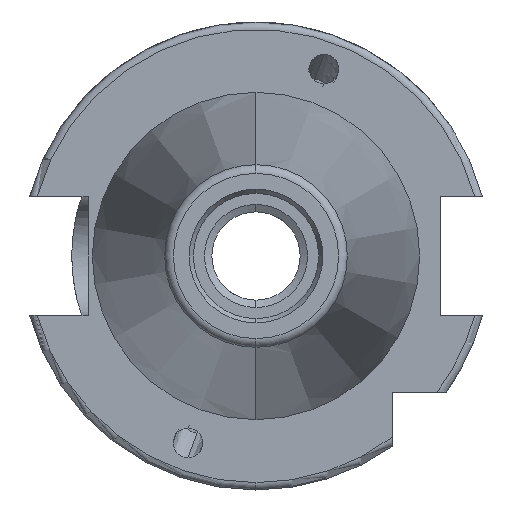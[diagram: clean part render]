
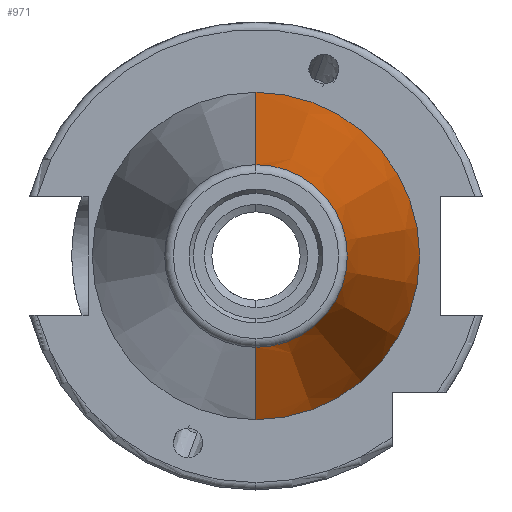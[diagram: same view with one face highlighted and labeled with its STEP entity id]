
A CAD part, left-side view. The second image highlights one B-rep face of the part: STEP entity #971.
In plain terms, the highlighted conical face has half-angle 8.297 degrees and reference radius 22.225 mm.
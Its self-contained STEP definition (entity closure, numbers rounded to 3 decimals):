
#10 = VERTEX_POINT ( 'NONE', #1518 ) ;
#13 = EDGE_CURVE ( 'NONE', #10, #15, #1517, .T. ) ;
#15 = VERTEX_POINT ( 'NONE', #1512 ) ;
#967 = ORIENTED_EDGE ( 'NONE', *, *, #1042, .F. ) ;
#971 = ADVANCED_FACE ( 'NONE', ( #3532 ), #3531, .T. ) ;
#973 = EDGE_LOOP ( 'NONE', ( #967, #1045, #1034, #1033 ) ) ;
#1030 = EDGE_CURVE ( 'NONE', #1040, #15, #2577, .T. ) ;
#1033 = ORIENTED_EDGE ( 'NONE', *, *, #1030, .F. ) ;
#1034 = ORIENTED_EDGE ( 'NONE', *, *, #13, .T. ) ;
#1035 = EDGE_CURVE ( 'NONE', #1041, #10, #3705, .T. ) ;
#1040 = VERTEX_POINT ( 'NONE', #3701 ) ;
#1041 = VERTEX_POINT ( 'NONE', #3700 ) ;
#1042 = EDGE_CURVE ( 'NONE', #1041, #1040, #3699, .T. ) ;
#1045 = ORIENTED_EDGE ( 'NONE', *, *, #1035, .T. ) ;
#1512 = CARTESIAN_POINT ( 'NONE',  ( 0., 0., 22.225 ) ) ;
#1513 = DIRECTION ( 'NONE',  ( 0., 0., -1. ) ) ;
#1514 = DIRECTION ( 'NONE',  ( -1., 0., 0. ) ) ;
#1515 = CARTESIAN_POINT ( 'NONE',  ( 0., 0., 0. ) ) ;
#1516 = AXIS2_PLACEMENT_3D ( 'NONE', #1515, #1514, #1513 ) ;
#1517 = CIRCLE ( 'NONE', #1516, 22.225 ) ;
#1518 = CARTESIAN_POINT ( 'NONE',  ( 0., 0., -22.225 ) ) ;
#2576 = CARTESIAN_POINT ( 'NONE',  ( 0., 0., 22.225 ) ) ;
#2577 = LINE ( 'NONE', #2576, #2863 ) ;
#2862 = DIRECTION ( 'NONE',  ( 0.99, 0., 0.144 ) ) ;
#2863 = VECTOR ( 'NONE', #2862, 1000. ) ;
#3530 = CARTESIAN_POINT ( 'NONE',  ( 0., 0., 0. ) ) ;
#3531 = CONICAL_SURFACE ( 'NONE', #3591, 22.225, 0.145 ) ;
#3532 = FACE_OUTER_BOUND ( 'NONE', #973, .T. ) ;
#3589 = DIRECTION ( 'NONE',  ( 0., 0., 1. ) ) ;
#3590 = DIRECTION ( 'NONE',  ( 1., 0., 0. ) ) ;
#3591 = AXIS2_PLACEMENT_3D ( 'NONE', #3530, #3590, #3589 ) ;
#3695 = DIRECTION ( 'NONE',  ( 0., 0., -1. ) ) ;
#3696 = DIRECTION ( 'NONE',  ( -1., 0., 0. ) ) ;
#3697 = CARTESIAN_POINT ( 'NONE',  ( -67.373, 0., 0. ) ) ;
#3698 = AXIS2_PLACEMENT_3D ( 'NONE', #3697, #3696, #3695 ) ;
#3699 = CIRCLE ( 'NONE', #3698, 12.4 ) ;
#3700 = CARTESIAN_POINT ( 'NONE',  ( -67.373, 0., -12.4 ) ) ;
#3701 = CARTESIAN_POINT ( 'NONE',  ( -67.373, 0., 12.4 ) ) ;
#3702 = DIRECTION ( 'NONE',  ( 0.99, 0., -0.144 ) ) ;
#3703 = VECTOR ( 'NONE', #3702, 1000. ) ;
#3704 = CARTESIAN_POINT ( 'NONE',  ( 0., 0., -22.225 ) ) ;
#3705 = LINE ( 'NONE', #3704, #3703 ) ;
